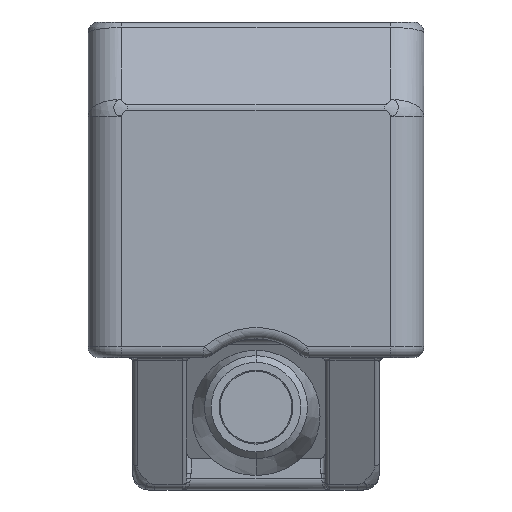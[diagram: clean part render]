
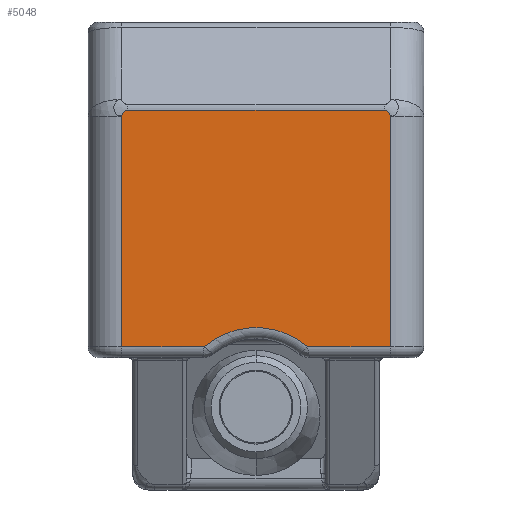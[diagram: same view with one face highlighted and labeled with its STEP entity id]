
A CAD part, front view. The second image highlights one B-rep face of the part: STEP entity #5048.
In plain terms, the highlighted planar face has unit normal (0, -1, 0).
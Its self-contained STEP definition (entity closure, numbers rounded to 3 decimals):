
#373=DIRECTION('',(0.,0.,-1.));
#374=VECTOR('',#373,10.298);
#375=CARTESIAN_POINT('',(-6.,-17.25,3.998));
#376=LINE('',#375,#374);
#386=CARTESIAN_POINT('',(-6.,-17.25,3.998));
#387=CARTESIAN_POINT('',(-5.996,-17.25,4.127));
#388=CARTESIAN_POINT('',(-5.861,-17.25,4.266));
#389=CARTESIAN_POINT('',(-5.732,-17.25,4.266));
#391=CARTESIAN_POINT('',(6.,-17.25,3.998));
#392=CARTESIAN_POINT('',(5.996,-17.25,4.127));
#393=CARTESIAN_POINT('',(5.861,-17.25,4.266));
#394=CARTESIAN_POINT('',(5.732,-17.25,4.266));
#400=DIRECTION('',(0.,0.,1.));
#401=VECTOR('',#400,10.298);
#402=CARTESIAN_POINT('',(6.,-17.25,-6.3));
#403=LINE('',#402,#401);
#1034=DIRECTION('',(-1.,0.,0.));
#1035=VECTOR('',#1034,3.695);
#1036=CARTESIAN_POINT('',(-2.305,-17.25,
-6.3));
#1037=LINE('',#1036,#1035);
#1050=CARTESIAN_POINT('',(-2.305,-17.25,
-6.3));
#1076=CARTESIAN_POINT('',(0.,-17.25,-9.));
#1077=DIRECTION('',(0.,1.,0.));
#1078=DIRECTION('',(-0.649,0.,0.761));
#1079=AXIS2_PLACEMENT_3D('',#1076,#1077,#1078);
#1081=CARTESIAN_POINT('',(2.305,-17.25,
-6.3));
#1109=DIRECTION('',(-1.,0.,0.));
#1110=VECTOR('',#1109,3.695);
#1111=CARTESIAN_POINT('',(6.,-17.25,-6.3));
#1112=LINE('',#1111,#1110);
#2493=DIRECTION('',(-1.,0.,0.));
#2494=VECTOR('',#2493,11.464);
#2495=CARTESIAN_POINT('',(5.732,-17.25,4.266));
#2496=LINE('',#2495,#2494);
#3898=VERTEX_POINT('',#391);
#3899=VERTEX_POINT('',#394);
#3905=CARTESIAN_POINT('',(-5.732,-17.25,4.266));
#3906=VERTEX_POINT('',#3905);
#3907=VERTEX_POINT('',#386);
#4214=CARTESIAN_POINT('',(6.,-17.25,-6.3));
#4215=VERTEX_POINT('',#4214);
#4232=CARTESIAN_POINT('',(-6.,-17.25,-6.3));
#4233=VERTEX_POINT('',#4232);
#4234=VERTEX_POINT('',#1081);
#4238=VERTEX_POINT('',#1050);
#5026=CARTESIAN_POINT('',(-7.5,-17.25,0.5));
#5027=DIRECTION('',(0.,-1.,0.));
#5028=DIRECTION('',(1.,0.,0.));
#5029=AXIS2_PLACEMENT_3D('',#5026,#5027,#5028);
#5030=PLANE('',#5029);
#5032=ORIENTED_EDGE('',*,*,#5031,.F.);
#5034=ORIENTED_EDGE('',*,*,#5033,.T.);
#5036=ORIENTED_EDGE('',*,*,#5035,.F.);
#5038=ORIENTED_EDGE('',*,*,#5037,.T.);
#5039=ORIENTED_EDGE('',*,*,#5016,.F.);
#5041=ORIENTED_EDGE('',*,*,#5040,.T.);
#5043=ORIENTED_EDGE('',*,*,#5042,.F.);
#5045=ORIENTED_EDGE('',*,*,#5044,.F.);
#5046=EDGE_LOOP('',(#5032,#5034,#5036,#5038,#5039,#5041,#5043,#5045));
#5047=FACE_OUTER_BOUND('',#5046,.F.);
#5048=ADVANCED_FACE('',(#5047),#5030,.T.);
#390=B_SPLINE_CURVE_WITH_KNOTS('',3,(#386,#387,#388,#389),.UNSPECIFIED.,.F.,.F.,
(4,4),(0.,1.),.UNSPECIFIED.);
#395=B_SPLINE_CURVE_WITH_KNOTS('',3,(#391,#392,#393,#394),.UNSPECIFIED.,.F.,.F.,
(4,4),(0.,1.),.UNSPECIFIED.);
#1080=CIRCLE('',#1079,3.55);
#5016=EDGE_CURVE('',#3907,#4233,#376,.T.);
#5031=EDGE_CURVE('',#4215,#3898,#403,.T.);
#5033=EDGE_CURVE('',#4215,#4234,#1112,.T.);
#5035=EDGE_CURVE('',#4238,#4234,#1080,.T.);
#5037=EDGE_CURVE('',#4238,#4233,#1037,.T.);
#5040=EDGE_CURVE('',#3907,#3906,#390,.T.);
#5042=EDGE_CURVE('',#3899,#3906,#2496,.T.);
#5044=EDGE_CURVE('',#3898,#3899,#395,.T.);
